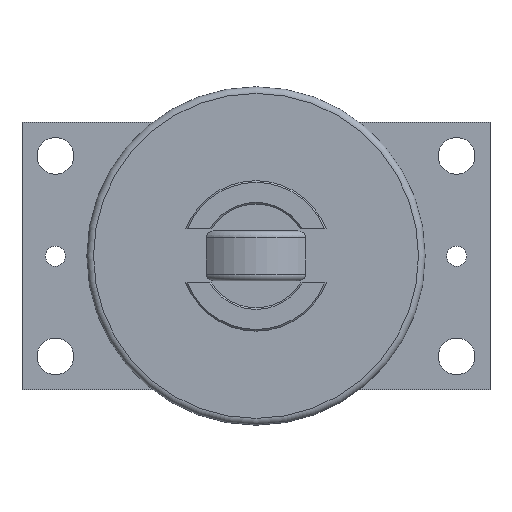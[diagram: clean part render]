
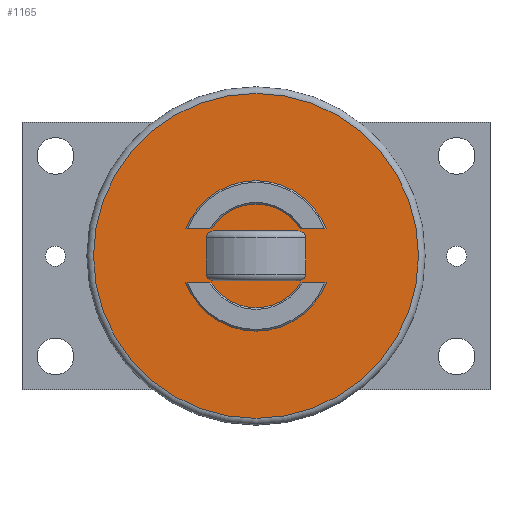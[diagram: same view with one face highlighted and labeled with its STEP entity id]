
A CAD part, top view. The second image highlights one B-rep face of the part: STEP entity #1165.
In plain terms, the highlighted planar face has unit normal (0, 0, 1).
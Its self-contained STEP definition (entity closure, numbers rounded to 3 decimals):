
#60=B_SPLINE_CURVE_WITH_KNOTS('',3,(#1844,#1845,#1846,#1847,#1848,#1849,
#1850,#1851,#1852,#1853),.UNSPECIFIED.,.F.,.F.,(4,2,2,2,4),(0.,0.067,
0.144,0.24,0.36),.UNSPECIFIED.);
#61=B_SPLINE_CURVE_WITH_KNOTS('',3,(#1856,#1857,#1858,#1859,#1860,#1861,
#1862,#1863,#1864,#1865),.UNSPECIFIED.,.F.,.F.,(4,2,2,2,4),(-0.36,
-0.24,-0.144,-0.067,0.),
 .UNSPECIFIED.);
#62=B_SPLINE_CURVE_WITH_KNOTS('',3,(#1883,#1884,#1885,#1886,#1887,#1888,
#1889,#1890,#1891,#1892),.UNSPECIFIED.,.F.,.F.,(4,2,2,2,4),(-0.36,
-0.24,-0.144,-0.067,0.),
 .UNSPECIFIED.);
#63=B_SPLINE_CURVE_WITH_KNOTS('',3,(#1893,#1894,#1895,#1896,#1897,#1898,
#1899,#1900,#1901,#1902),.UNSPECIFIED.,.F.,.F.,(4,2,2,2,4),(0.,0.067,
0.144,0.24,0.36),.UNSPECIFIED.);
#67=FACE_BOUND('',#172,.T.);
#68=FACE_BOUND('',#173,.T.);
#69=FACE_BOUND('',#174,.T.);
#108=FACE_OUTER_BOUND('',#171,.T.);
#171=EDGE_LOOP('',(#847,#848));
#172=EDGE_LOOP('',(#849,#850,#851,#852,#853,#854,#855,#856));
#173=EDGE_LOOP('',(#857,#858,#859,#860));
#174=EDGE_LOOP('',(#861,#862,#863,#864));
#260=CIRCLE('',#1264,48.6);
#261=CIRCLE('',#1265,48.6);
#262=CIRCLE('',#1266,15.5);
#263=CIRCLE('',#1267,22.5);
#264=CIRCLE('',#1268,15.5);
#265=CIRCLE('',#1269,22.5);
#342=LINE('',#1840,#417);
#343=LINE('',#1872,#418);
#344=LINE('',#1876,#419);
#345=LINE('',#1879,#420);
#346=LINE('',#1914,#421);
#347=LINE('',#1918,#422);
#348=LINE('',#1922,#423);
#349=LINE('',#1926,#424);
#417=VECTOR('',#1424,10.);
#418=VECTOR('',#1439,10.);
#419=VECTOR('',#1444,10.);
#420=VECTOR('',#1447,10.);
#421=VECTOR('',#1468,10.);
#422=VECTOR('',#1471,10.);
#423=VECTOR('',#1474,10.);
#424=VECTOR('',#1477,10.);
#502=VERTEX_POINT('',#1838);
#503=VERTEX_POINT('',#1839);
#504=VERTEX_POINT('',#1843);
#505=VERTEX_POINT('',#1854);
#506=VERTEX_POINT('',#1870);
#507=VERTEX_POINT('',#1871);
#508=VERTEX_POINT('',#1875);
#509=VERTEX_POINT('',#1877);
#510=VERTEX_POINT('',#1908);
#511=VERTEX_POINT('',#1909);
#512=VERTEX_POINT('',#1912);
#513=VERTEX_POINT('',#1913);
#514=VERTEX_POINT('',#1915);
#515=VERTEX_POINT('',#1917);
#516=VERTEX_POINT('',#1920);
#517=VERTEX_POINT('',#1921);
#518=VERTEX_POINT('',#1923);
#519=VERTEX_POINT('',#1925);
#628=EDGE_CURVE('',#502,#503,#342,.T.);
#630=EDGE_CURVE('',#504,#502,#60,.T.);
#632=EDGE_CURVE('',#503,#505,#61,.T.);
#635=EDGE_CURVE('',#506,#507,#343,.T.);
#637=EDGE_CURVE('',#508,#504,#344,.T.);
#639=EDGE_CURVE('',#505,#509,#345,.T.);
#641=EDGE_CURVE('',#507,#508,#62,.T.);
#642=EDGE_CURVE('',#509,#506,#63,.T.);
#644=EDGE_CURVE('',#510,#511,#260,.T.);
#645=EDGE_CURVE('',#511,#510,#261,.T.);
#646=EDGE_CURVE('',#512,#513,#346,.T.);
#647=EDGE_CURVE('',#514,#512,#262,.T.);
#648=EDGE_CURVE('',#515,#514,#347,.T.);
#649=EDGE_CURVE('',#513,#515,#263,.T.);
#650=EDGE_CURVE('',#516,#517,#348,.T.);
#651=EDGE_CURVE('',#518,#516,#264,.T.);
#652=EDGE_CURVE('',#519,#518,#349,.T.);
#653=EDGE_CURVE('',#517,#519,#265,.T.);
#847=ORIENTED_EDGE('',*,*,#644,.F.);
#848=ORIENTED_EDGE('',*,*,#645,.F.);
#849=ORIENTED_EDGE('',*,*,#628,.T.);
#850=ORIENTED_EDGE('',*,*,#632,.T.);
#851=ORIENTED_EDGE('',*,*,#639,.T.);
#852=ORIENTED_EDGE('',*,*,#642,.T.);
#853=ORIENTED_EDGE('',*,*,#635,.T.);
#854=ORIENTED_EDGE('',*,*,#641,.T.);
#855=ORIENTED_EDGE('',*,*,#637,.T.);
#856=ORIENTED_EDGE('',*,*,#630,.T.);
#857=ORIENTED_EDGE('',*,*,#646,.F.);
#858=ORIENTED_EDGE('',*,*,#647,.F.);
#859=ORIENTED_EDGE('',*,*,#648,.F.);
#860=ORIENTED_EDGE('',*,*,#649,.F.);
#861=ORIENTED_EDGE('',*,*,#650,.F.);
#862=ORIENTED_EDGE('',*,*,#651,.F.);
#863=ORIENTED_EDGE('',*,*,#652,.F.);
#864=ORIENTED_EDGE('',*,*,#653,.F.);
#1130=PLANE('',#1263);
#1165=ADVANCED_FACE('',(#108,#67,#68,#69),#1130,.T.);
#1263=AXIS2_PLACEMENT_3D('',#1907,#1462,#1463);
#1264=AXIS2_PLACEMENT_3D('',#1910,#1464,#1465);
#1265=AXIS2_PLACEMENT_3D('',#1911,#1466,#1467);
#1266=AXIS2_PLACEMENT_3D('',#1916,#1469,#1470);
#1267=AXIS2_PLACEMENT_3D('',#1919,#1472,#1473);
#1268=AXIS2_PLACEMENT_3D('',#1924,#1475,#1476);
#1269=AXIS2_PLACEMENT_3D('',#1927,#1478,#1479);
#1424=DIRECTION('',(1.,0.,0.));
#1439=DIRECTION('',(-1.,0.,0.));
#1444=DIRECTION('',(0.,1.,0.));
#1447=DIRECTION('',(0.,-1.,0.));
#1462=DIRECTION('center_axis',(0.,0.,1.));
#1463=DIRECTION('ref_axis',(-1.,0.,0.));
#1464=DIRECTION('center_axis',(0.,0.,-1.));
#1465=DIRECTION('ref_axis',(0.,1.,0.));
#1466=DIRECTION('center_axis',(0.,0.,-1.));
#1467=DIRECTION('ref_axis',(0.,1.,0.));
#1468=DIRECTION('',(1.,0.,0.));
#1469=DIRECTION('center_axis',(0.,0.,-1.));
#1470=DIRECTION('ref_axis',(-1.,0.,0.));
#1471=DIRECTION('',(1.,0.,0.));
#1472=DIRECTION('center_axis',(0.,0.,1.));
#1473=DIRECTION('ref_axis',(-1.,0.,0.));
#1474=DIRECTION('',(-1.,0.,0.));
#1475=DIRECTION('center_axis',(0.,0.,-1.));
#1476=DIRECTION('ref_axis',(-1.,0.,0.));
#1477=DIRECTION('',(-1.,0.,0.));
#1478=DIRECTION('center_axis',(0.,0.,1.));
#1479=DIRECTION('ref_axis',(-1.,0.,0.));
#1838=CARTESIAN_POINT('',(-12.129,7.5,44.3));
#1839=CARTESIAN_POINT('',(12.129,7.5,44.3));
#1840=CARTESIAN_POINT('',(0.,7.5,44.3));
#1843=CARTESIAN_POINT('',(-14.937,5.5,44.3));
#1844=CARTESIAN_POINT('Ctrl Pts',(-14.937,5.5,44.3));
#1845=CARTESIAN_POINT('Ctrl Pts',(-14.937,5.722,44.3));
#1846=CARTESIAN_POINT('Ctrl Pts',(-14.874,5.981,44.3));
#1847=CARTESIAN_POINT('Ctrl Pts',(-14.664,6.413,44.3));
#1848=CARTESIAN_POINT('Ctrl Pts',(-14.465,6.652,44.3));
#1849=CARTESIAN_POINT('Ctrl Pts',(-14.022,7.022,44.3));
#1850=CARTESIAN_POINT('Ctrl Pts',(-13.684,7.199,44.3));
#1851=CARTESIAN_POINT('Ctrl Pts',(-13.004,7.431,44.3));
#1852=CARTESIAN_POINT('Ctrl Pts',(-12.529,7.5,44.3));
#1853=CARTESIAN_POINT('Ctrl Pts',(-12.129,7.5,44.3));
#1854=CARTESIAN_POINT('',(14.937,5.5,44.3));
#1856=CARTESIAN_POINT('Ctrl Pts',(12.129,7.5,44.3));
#1857=CARTESIAN_POINT('Ctrl Pts',(12.529,7.5,44.3));
#1858=CARTESIAN_POINT('Ctrl Pts',(13.004,7.431,44.3));
#1859=CARTESIAN_POINT('Ctrl Pts',(13.684,7.199,44.3));
#1860=CARTESIAN_POINT('Ctrl Pts',(14.022,7.022,44.3));
#1861=CARTESIAN_POINT('Ctrl Pts',(14.465,6.652,44.3));
#1862=CARTESIAN_POINT('Ctrl Pts',(14.664,6.413,44.3));
#1863=CARTESIAN_POINT('Ctrl Pts',(14.874,5.981,44.3));
#1864=CARTESIAN_POINT('Ctrl Pts',(14.937,5.722,44.3));
#1865=CARTESIAN_POINT('Ctrl Pts',(14.937,5.5,44.3));
#1870=CARTESIAN_POINT('',(12.129,-7.5,44.3));
#1871=CARTESIAN_POINT('',(-12.129,-7.5,44.3));
#1872=CARTESIAN_POINT('',(0.,-7.5,44.3));
#1875=CARTESIAN_POINT('',(-14.937,-5.5,44.3));
#1876=CARTESIAN_POINT('',(-14.937,0.,44.3));
#1877=CARTESIAN_POINT('',(14.937,-5.5,44.3));
#1879=CARTESIAN_POINT('',(14.937,0.,44.3));
#1883=CARTESIAN_POINT('Ctrl Pts',(-12.129,-7.5,44.3));
#1884=CARTESIAN_POINT('Ctrl Pts',(-12.529,-7.5,44.3));
#1885=CARTESIAN_POINT('Ctrl Pts',(-13.004,-7.431,44.3));
#1886=CARTESIAN_POINT('Ctrl Pts',(-13.684,-7.199,44.3));
#1887=CARTESIAN_POINT('Ctrl Pts',(-14.022,-7.022,44.3));
#1888=CARTESIAN_POINT('Ctrl Pts',(-14.465,-6.652,44.3));
#1889=CARTESIAN_POINT('Ctrl Pts',(-14.664,-6.413,44.3));
#1890=CARTESIAN_POINT('Ctrl Pts',(-14.874,-5.981,44.3));
#1891=CARTESIAN_POINT('Ctrl Pts',(-14.937,-5.722,44.3));
#1892=CARTESIAN_POINT('Ctrl Pts',(-14.937,-5.5,44.3));
#1893=CARTESIAN_POINT('Ctrl Pts',(14.937,-5.5,44.3));
#1894=CARTESIAN_POINT('Ctrl Pts',(14.937,-5.722,44.3));
#1895=CARTESIAN_POINT('Ctrl Pts',(14.874,-5.981,44.3));
#1896=CARTESIAN_POINT('Ctrl Pts',(14.664,-6.413,44.3));
#1897=CARTESIAN_POINT('Ctrl Pts',(14.465,-6.652,44.3));
#1898=CARTESIAN_POINT('Ctrl Pts',(14.022,-7.022,44.3));
#1899=CARTESIAN_POINT('Ctrl Pts',(13.684,-7.199,44.3));
#1900=CARTESIAN_POINT('Ctrl Pts',(13.004,-7.431,44.3));
#1901=CARTESIAN_POINT('Ctrl Pts',(12.529,-7.5,44.3));
#1902=CARTESIAN_POINT('Ctrl Pts',(12.129,-7.5,44.3));
#1907=CARTESIAN_POINT('Origin',(0.,-46.55,44.3));
#1908=CARTESIAN_POINT('',(0.,-48.6,44.3));
#1909=CARTESIAN_POINT('',(48.6,0.,44.3));
#1910=CARTESIAN_POINT('Origin',(0.,0.,44.3));
#1911=CARTESIAN_POINT('Origin',(0.,0.,44.3));
#1912=CARTESIAN_POINT('',(13.215,8.1,44.3));
#1913=CARTESIAN_POINT('',(20.991,8.1,44.3));
#1914=CARTESIAN_POINT('',(-19.984,8.1,44.3));
#1915=CARTESIAN_POINT('',(-13.215,8.1,44.3));
#1916=CARTESIAN_POINT('Origin',(0.,0.,44.3));
#1917=CARTESIAN_POINT('',(-20.991,8.1,44.3));
#1918=CARTESIAN_POINT('',(-19.984,8.1,44.3));
#1919=CARTESIAN_POINT('Origin',(0.,0.,44.3));
#1920=CARTESIAN_POINT('',(-13.215,-8.1,44.3));
#1921=CARTESIAN_POINT('',(-20.991,-8.1,44.3));
#1922=CARTESIAN_POINT('',(19.984,-8.1,44.3));
#1923=CARTESIAN_POINT('',(13.215,-8.1,44.3));
#1924=CARTESIAN_POINT('Origin',(0.,0.,44.3));
#1925=CARTESIAN_POINT('',(20.991,-8.1,44.3));
#1926=CARTESIAN_POINT('',(19.984,-8.1,44.3));
#1927=CARTESIAN_POINT('Origin',(0.,0.,44.3));
